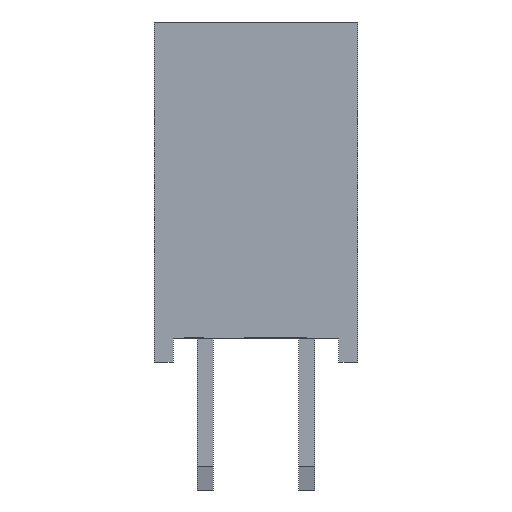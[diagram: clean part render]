
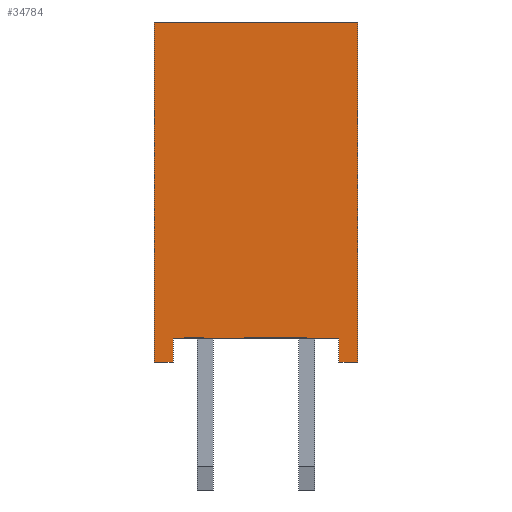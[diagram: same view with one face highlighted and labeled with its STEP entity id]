
A CAD part, left-side view. The second image highlights one B-rep face of the part: STEP entity #34784.
In plain terms, the highlighted planar face has unit normal (-1, 0, 0).
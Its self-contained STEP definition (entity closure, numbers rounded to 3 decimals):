
#324=FACE_OUTER_BOUND('',#2044,.T.);
#2044=EDGE_LOOP('',(#21709,#21710,#21711,#21712,#21713,#21714,#21715,#21716));
#4010=LINE('',#46935,#8810);
#4017=LINE('',#46951,#8817);
#4018=LINE('',#46953,#8818);
#4019=LINE('',#46955,#8819);
#4020=LINE('',#46957,#8820);
#4021=LINE('',#46959,#8821);
#4022=LINE('',#46960,#8822);
#4023=LINE('',#46961,#8823);
#8810=VECTOR('',#38453,1000.);
#8817=VECTOR('',#38464,1000.);
#8818=VECTOR('',#38465,1000.);
#8819=VECTOR('',#38466,1000.);
#8820=VECTOR('',#38467,1000.);
#8821=VECTOR('',#38468,1000.);
#8822=VECTOR('',#38469,1000.);
#8823=VECTOR('',#38470,1000.);
#13606=VERTEX_POINT('',#46932);
#13607=VERTEX_POINT('',#46934);
#13613=VERTEX_POINT('',#46949);
#13614=VERTEX_POINT('',#46950);
#13615=VERTEX_POINT('',#46952);
#13616=VERTEX_POINT('',#46954);
#13617=VERTEX_POINT('',#46956);
#13618=VERTEX_POINT('',#46958);
#16814=EDGE_CURVE('',#13607,#13606,#4010,.T.);
#16821=EDGE_CURVE('',#13613,#13614,#4017,.T.);
#16822=EDGE_CURVE('',#13615,#13613,#4018,.T.);
#16823=EDGE_CURVE('',#13615,#13616,#4019,.T.);
#16824=EDGE_CURVE('',#13617,#13616,#4020,.T.);
#16825=EDGE_CURVE('',#13618,#13617,#4021,.T.);
#16826=EDGE_CURVE('',#13618,#13607,#4022,.T.);
#16827=EDGE_CURVE('',#13614,#13606,#4023,.T.);
#21709=ORIENTED_EDGE('',*,*,#16821,.F.);
#21710=ORIENTED_EDGE('',*,*,#16822,.F.);
#21711=ORIENTED_EDGE('',*,*,#16823,.T.);
#21712=ORIENTED_EDGE('',*,*,#16824,.F.);
#21713=ORIENTED_EDGE('',*,*,#16825,.F.);
#21714=ORIENTED_EDGE('',*,*,#16826,.T.);
#21715=ORIENTED_EDGE('',*,*,#16814,.T.);
#21716=ORIENTED_EDGE('',*,*,#16827,.F.);
#31364=PLANE('',#36541);
#34784=ADVANCED_FACE('',(#324),#31364,.F.);
#36541=AXIS2_PLACEMENT_3D('',#46948,#38462,#38463);
#38453=DIRECTION('',(0.,-1.,0.));
#38462=DIRECTION('center_axis',(1.,0.,0.));
#38463=DIRECTION('ref_axis',(0.,0.,-1.));
#38464=DIRECTION('',(0.,1.,0.));
#38465=DIRECTION('',(0.,0.,1.));
#38466=DIRECTION('',(0.,-1.,0.));
#38467=DIRECTION('',(0.,0.,-1.));
#38468=DIRECTION('',(0.,-1.,0.));
#38469=DIRECTION('',(0.,0.,-1.));
#38470=DIRECTION('',(0.,0.,-1.));
#46932=CARTESIAN_POINT('',(-1.27,2.07,0.));
#46934=CARTESIAN_POINT('',(-1.27,2.54,0.));
#46935=CARTESIAN_POINT('',(-1.27,2.54,0.));
#46948=CARTESIAN_POINT('Origin',(-1.27,2.54,8.5));
#46949=CARTESIAN_POINT('',(-1.27,-2.07,0.6));
#46950=CARTESIAN_POINT('',(-1.27,2.07,0.6));
#46951=CARTESIAN_POINT('',(-1.27,0.47,0.6));
#46952=CARTESIAN_POINT('',(-1.27,-2.07,0.));
#46953=CARTESIAN_POINT('',(-1.27,-2.07,0.6));
#46954=CARTESIAN_POINT('',(-1.27,-2.54,0.));
#46955=CARTESIAN_POINT('',(-1.27,2.54,0.));
#46956=CARTESIAN_POINT('',(-1.27,-2.54,8.5));
#46957=CARTESIAN_POINT('',(-1.27,-2.54,8.5));
#46958=CARTESIAN_POINT('',(-1.27,2.54,8.5));
#46959=CARTESIAN_POINT('',(-1.27,2.54,8.5));
#46960=CARTESIAN_POINT('',(-1.27,2.54,8.5));
#46961=CARTESIAN_POINT('',(-1.27,2.07,0.6));
